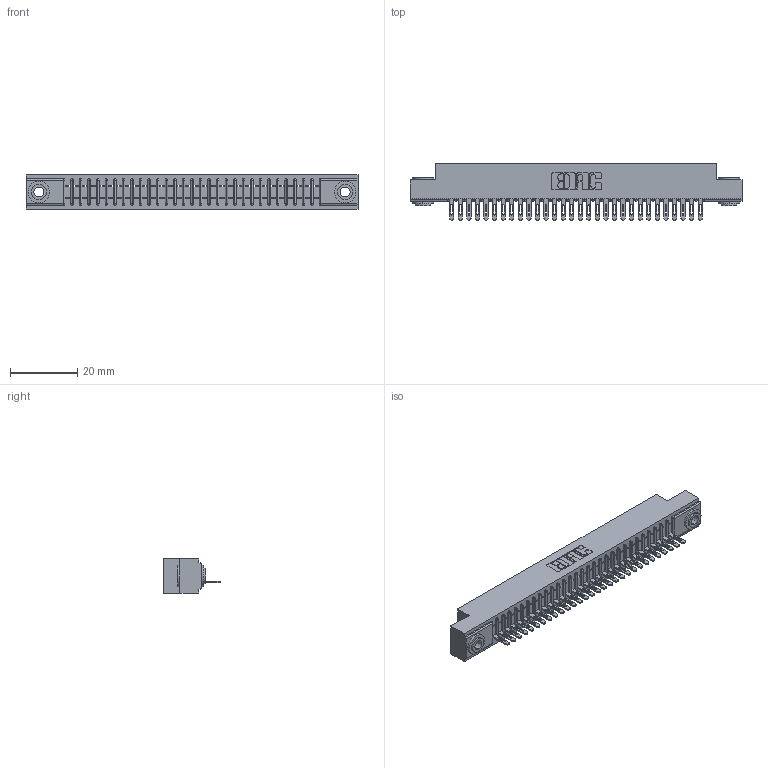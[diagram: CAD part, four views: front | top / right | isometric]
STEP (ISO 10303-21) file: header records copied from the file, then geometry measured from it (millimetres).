
FILE_DESCRIPTION (( 'STEP AP203' ), '1' );
FILE_NAME ('341-030-500-103.STEP', '2018-08-06T19:53:27', ( '' ), ( '' ), 'SwSTEP 2.0', 'SolidWorks 2016', '' );
FILE_SCHEMA (( 'CONFIG_CONTROL_DESIGN' ));
Length unit declared in the file: inch
Products named in the file (4): 341 Part_.156 (3.96) Dia Mounting Holes; 341-292-001_341-292-100; 345-250-002_345-250-002-102; 341-030-500-103
Assembly tree (33 placements, depth 2):
  341-030-500-103
    341 Part_.156 (3.96) Dia Mounting Holes
    341-292-001_341-292-100  x30
    345-250-002_345-250-002-102  x2
Bounding box: 98.42 x 16.69 x 10.16 mm (x, y, z)
Volume: 7082.9 mm3; surface area: 11194.9 mm2
Topology: 33 solids, 33 shells, 2628 faces, 7538 edges, 4838 vertices
Faces by surface type: plane 1562, cylinder 938, sphere 62, torus 58, cone 8
Entity records: 38018 total; most frequent: CARTESIAN_POINT 6429, ORIENTED_EDGE 6408, DIRECTION 6236, EDGE_CURVE 3204, LINE 2562, VECTOR 2562, VERTEX_POINT 2030, AXIS2_PLACEMENT_3D 1837
